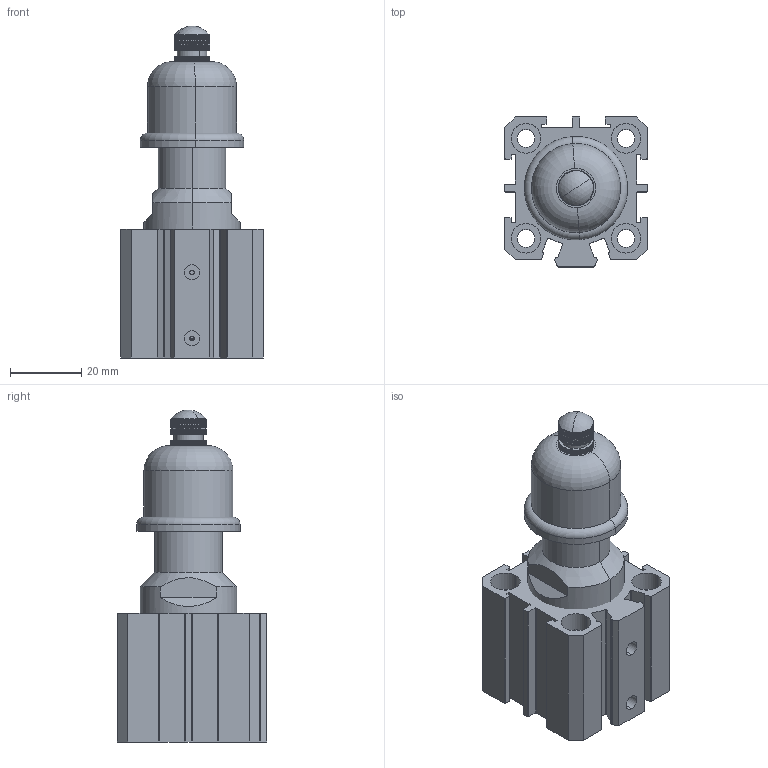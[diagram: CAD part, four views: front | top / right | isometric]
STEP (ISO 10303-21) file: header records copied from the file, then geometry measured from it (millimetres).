
FILE_DESCRIPTION (( 'STEP AP203' ), '1' );
FILE_NAME ('FZ25P.STEP', '2024-07-25T02:00:16', ( '微软用户' ), ( '微软中国' ), 'SwSTEP 2.0', 'SolidWorks 2012', '' );
FILE_SCHEMA (( 'CONFIG_CONTROL_DESIGN' ));
Length unit declared in the file: millimetre
Products named in the file (6): FZ25P; FZ25P-ヶ裔; FZ25P-嘐隅蹟佪; FZ25P-滅鳥裔; FZ25P-絳裝; FZ25P-掛极
Assembly tree (5 placements, depth 2):
  FZ25P
    FZ25P-掛极
    FZ25P-絳裝
    FZ25P-滅鳥裔
    FZ25P-嘐隅蹟佪
    FZ25P-ヶ裔
Bounding box: 40 x 42 x 93 mm (x, y, z)
Volume: 55127.7 mm3; surface area: 27049.6 mm2
Topology: 5 solids, 5 shells, 793 faces, 2263 edges, 1499 vertices
Faces by surface type: cylinder 413, plane 358, cone 14, torus 6, sphere 2
Entity records: 27901 total; most frequent: CARTESIAN_POINT 5847, DIRECTION 4674, ORIENTED_EDGE 4518, EDGE_CURVE 2259, AXIS2_PLACEMENT_3D 1701, VERTEX_POINT 1499, LINE 1272, VECTOR 1272
